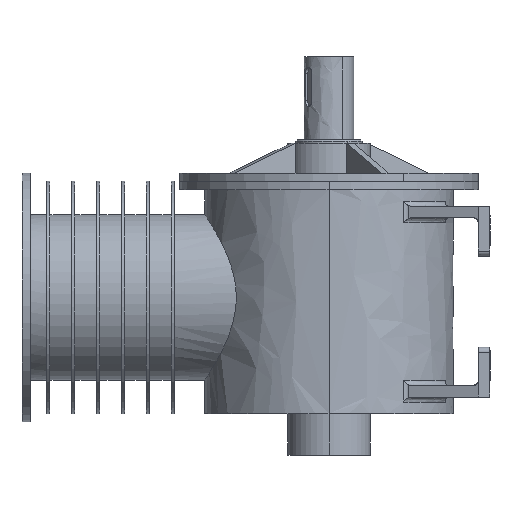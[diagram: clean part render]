
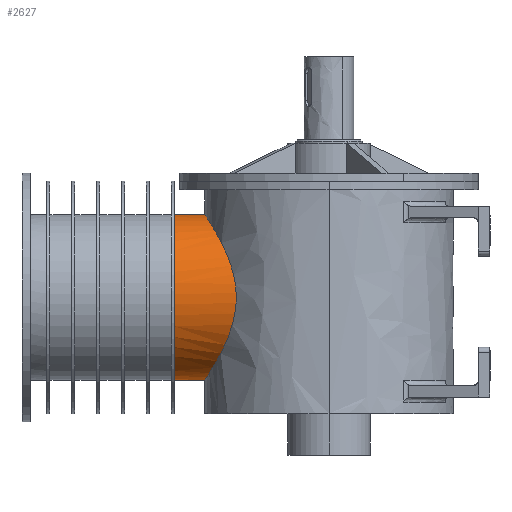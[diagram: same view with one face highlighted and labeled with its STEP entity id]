
A CAD part, left-side view. The second image highlights one B-rep face of the part: STEP entity #2627.
In plain terms, the highlighted free-form (B-spline) face has degree [2, 1] with [5, 2] control points.
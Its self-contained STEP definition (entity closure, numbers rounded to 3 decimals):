
#1702 = VERTEX_POINT('',#1703);
#1703 = CARTESIAN_POINT('',(0.,234.171,
    68.073));
#1704 = VERTEX_POINT('',#1705);
#1705 = CARTESIAN_POINT('',(0.,234.171,
    -68.073));
#1780 = EDGE_CURVE('',#1704,#1702,#1781,.T.);
#1781 = B_SPLINE_CURVE_WITH_KNOTS('',3,(#1782,#1783,#1784,#1785,#1786,
    #1787,#1788,#1789,#1790,#1791,#1792,#1793,#1794,#1795,#1796,#1797,
    #1798,#1799,#1800,#1801,#1802,#1803,#1804,#1805,#1806,#1807,#1808,
    #1809,#1810,#1811,#1812,#1813,#1814,#1815,#1816,#1817,#1818,#1819,
    #1820,#1821,#1822,#1823,#1824,#1825,#1826,#1827,#1828,#1829,#1830,
    #1831,#1832,#1833,#1834,#1835,#1836,#1837,#1838,#1839,#1840,#1841,
    #1842,#1843,#1844,#1845,#1846,#1847,#1848,#1849,#1850,#1851,#1852,
    #1853,#1854,#1855,#1856,#1857),.UNSPECIFIED.,.F.,.F.,(4,2,2,2,2,2,2,
    2,2,2,2,2,2,2,2,2,2,2,2,2,2,2,2,2,2,2,2,2,2,2,2,2,2,2,2,2,2,4),(
    0.162,0.167,0.169,0.172,
    0.182,0.184,0.187,0.192,
    0.197,0.199,0.202,0.212,
    0.217,0.222,0.227,0.23,
    0.232,0.242,0.245,0.247,
    0.252,0.255,0.257,0.262,
    0.268,0.273,0.283,0.288,
    0.29,0.293,0.303,0.308,
    0.31,0.313,0.318,0.32,
    0.322,0.323),.UNSPECIFIED.);
#1782 = CARTESIAN_POINT('',(0.,234.171,
    -68.073));
#1783 = CARTESIAN_POINT('',(-2.292,234.171,
    -68.073));
#1784 = CARTESIAN_POINT('',(-4.586,234.094,
    -67.957));
#1785 = CARTESIAN_POINT('',(-8.031,233.861,
    -67.607));
#1786 = CARTESIAN_POINT('',(-9.183,233.763,
    -67.46));
#1787 = CARTESIAN_POINT('',(-11.468,233.531,
    -67.11));
#1788 = CARTESIAN_POINT('',(-12.599,233.397,
    -66.907));
#1789 = CARTESIAN_POINT('',(-18.2,232.637,
    -65.754));
#1790 = CARTESIAN_POINT('',(-22.508,231.752,
    -64.402));
#1791 = CARTESIAN_POINT('',(-27.693,230.35,
    -62.196));
#1792 = CARTESIAN_POINT('',(-28.718,230.055,
    -61.729));
#1793 = CARTESIAN_POINT('',(-30.727,229.443,
    -60.754));
#1794 = CARTESIAN_POINT('',(-31.713,229.126,
    -60.244));
#1795 = CARTESIAN_POINT('',(-34.622,228.144,
    -58.653));
#1796 = CARTESIAN_POINT('',(-36.492,227.447,
    -57.507));
#1797 = CARTESIAN_POINT('',(-40.104,225.986,
    -55.049));
#1798 = CARTESIAN_POINT('',(-41.846,225.221,
    -53.737));
#1799 = CARTESIAN_POINT('',(-44.364,224.034,
    -51.642));
#1800 = CARTESIAN_POINT('',(-45.185,223.633,
    -50.925));
#1801 = CARTESIAN_POINT('',(-46.783,222.827,
    -49.461));
#1802 = CARTESIAN_POINT('',(-47.562,222.421,
    -48.713));
#1803 = CARTESIAN_POINT('',(-51.355,220.384,
    -44.891));
#1804 = CARTESIAN_POINT('',(-54.075,218.726,
    -41.577));
#1805 = CARTESIAN_POINT('',(-57.702,216.316,
    -36.181));
#1806 = CARTESIAN_POINT('',(-58.838,215.524,
    -34.304));
#1807 = CARTESIAN_POINT('',(-60.916,214.02,
    -30.462));
#1808 = CARTESIAN_POINT('',(-61.863,213.305,
    -28.491));
#1809 = CARTESIAN_POINT('',(-63.572,211.974,
    -24.44));
#1810 = CARTESIAN_POINT('',(-64.335,211.359,
    -22.361));
#1811 = CARTESIAN_POINT('',(-65.333,210.535,
    -19.15));
#1812 = CARTESIAN_POINT('',(-65.642,210.276,
    -18.064));
#1813 = CARTESIAN_POINT('',(-66.209,209.797,
    -15.861));
#1814 = CARTESIAN_POINT('',(-66.466,209.577,
    -14.745));
#1815 = CARTESIAN_POINT('',(-67.608,208.592,
    -9.159));
#1816 = CARTESIAN_POINT('',(-68.076,208.166,
    -4.604));
#1817 = CARTESIAN_POINT('',(-68.072,208.17,1.209
    ));
#1818 = CARTESIAN_POINT('',(-68.041,208.197,
    2.377));
#1819 = CARTESIAN_POINT('',(-67.921,208.305,
    4.689));
#1820 = CARTESIAN_POINT('',(-67.832,208.384,
    5.837));
#1821 = CARTESIAN_POINT('',(-67.479,208.697,9.26
    ));
#1822 = CARTESIAN_POINT('',(-67.131,209.004,
    11.513));
#1823 = CARTESIAN_POINT('',(-66.443,209.597,
    14.851));
#1824 = CARTESIAN_POINT('',(-66.186,209.817,
    15.957));
#1825 = CARTESIAN_POINT('',(-65.617,210.297,
    18.155));
#1826 = CARTESIAN_POINT('',(-65.304,210.559,
    19.249));
#1827 = CARTESIAN_POINT('',(-64.296,211.39,
    22.471));
#1828 = CARTESIAN_POINT('',(-63.529,212.009,
    24.553));
#1829 = CARTESIAN_POINT('',(-61.813,213.343,
    28.6));
#1830 = CARTESIAN_POINT('',(-60.864,214.058,
    30.565));
#1831 = CARTESIAN_POINT('',(-58.789,215.559,
    34.388));
#1832 = CARTESIAN_POINT('',(-57.66,216.345,
    36.248));
#1833 = CARTESIAN_POINT('',(-54.007,218.768,
    41.667));
#1834 = CARTESIAN_POINT('',(-51.275,220.43,
    44.981));
#1835 = CARTESIAN_POINT('',(-46.721,222.871,
    49.555));
#1836 = CARTESIAN_POINT('',(-45.126,223.677,
    51.013));
#1837 = CARTESIAN_POINT('',(-42.61,224.86,
    53.099));
#1838 = CARTESIAN_POINT('',(-41.749,225.251,
    53.779));
#1839 = CARTESIAN_POINT('',(-40.001,226.014,
    55.091));
#1840 = CARTESIAN_POINT('',(-39.112,226.388,
    55.725));
#1841 = CARTESIAN_POINT('',(-34.598,228.209,
    58.787));
#1842 = CARTESIAN_POINT('',(-30.759,229.52,
    60.89));
#1843 = CARTESIAN_POINT('',(-24.62,231.181,
    63.504));
#1844 = CARTESIAN_POINT('',(-22.509,231.684,64.284)
  );
#1845 = CARTESIAN_POINT('',(-19.238,232.348,
    65.308));
#1846 = CARTESIAN_POINT('',(-18.136,232.553,
    65.622));
#1847 = CARTESIAN_POINT('',(-15.926,232.927,
    66.194));
#1848 = CARTESIAN_POINT('',(-14.815,233.097,
    66.451));
#1849 = CARTESIAN_POINT('',(-11.463,233.55,
    67.14));
#1850 = CARTESIAN_POINT('',(-9.205,233.781,
    67.487));
#1851 = CARTESIAN_POINT('',(-5.781,234.013,
    67.837));
#1852 = CARTESIAN_POINT('',(-4.634,234.072,
    67.925));
#1853 = CARTESIAN_POINT('',(-2.903,234.131,
    68.013));
#1854 = CARTESIAN_POINT('',(-2.325,234.146,
    68.036));
#1855 = CARTESIAN_POINT('',(-1.165,234.166,
    68.065));
#1856 = CARTESIAN_POINT('',(-0.581,234.171,
    68.073));
#1857 = CARTESIAN_POINT('',(0.,234.171,
    68.073));
#1910 = EDGE_CURVE('',#1704,#1911,#1913,.T.);
#1911 = VERTEX_POINT('',#1912);
#1912 = CARTESIAN_POINT('',(0.,258.949,
    -68.073));
#1913 = B_SPLINE_CURVE_WITH_KNOTS('',1,(#1914,#1915),.UNSPECIFIED.,.F.,
  .F.,(2,2),(172.001,190.201),.PIECEWISE_BEZIER_KNOTS.);
#1914 = CARTESIAN_POINT('',(0.,234.171,
    -68.073));
#1915 = CARTESIAN_POINT('',(0.,258.949,
    -68.073));
#1918 = VERTEX_POINT('',#1919);
#1919 = CARTESIAN_POINT('',(0.,258.949,68.073));
#1927 = EDGE_CURVE('',#1702,#1918,#1928,.T.);
#1928 = B_SPLINE_CURVE_WITH_KNOTS('',1,(#1929,#1930),.UNSPECIFIED.,.F.,
  .F.,(2,2),(172.001,190.201),.PIECEWISE_BEZIER_KNOTS.);
#1929 = CARTESIAN_POINT('',(0.,234.171,68.073));
#1930 = CARTESIAN_POINT('',(0.,258.949,68.073));
#2627 = ADVANCED_FACE('',(#2628),#2641,.T.);
#2628 = FACE_BOUND('',#2629,.T.);
#2629 = EDGE_LOOP('',(#2630,#2631,#2632,#2633));
#2630 = ORIENTED_EDGE('',*,*,#1910,.F.);
#2631 = ORIENTED_EDGE('',*,*,#1780,.T.);
#2632 = ORIENTED_EDGE('',*,*,#1927,.T.);
#2633 = ORIENTED_EDGE('',*,*,#2634,.F.);
#2634 = EDGE_CURVE('',#1911,#1918,#2635,.T.);
#2635 = ( BOUNDED_CURVE() B_SPLINE_CURVE(2,(#2636,#2637,#2638,#2639,
#2640),.UNSPECIFIED.,.F.,.F.) B_SPLINE_CURVE_WITH_KNOTS((3,2,3),(0.,
1.571,3.142),.PIECEWISE_BEZIER_KNOTS.) CURVE() 
GEOMETRIC_REPRESENTATION_ITEM() RATIONAL_B_SPLINE_CURVE((1.,
0.707,1.,0.707,1.)) REPRESENTATION_ITEM('') );
#2636 = CARTESIAN_POINT('',(0.,258.949,-68.073));
#2637 = CARTESIAN_POINT('',(-68.073,258.949,
    -68.073));
#2638 = CARTESIAN_POINT('',(-68.073,258.949,
    0.));
#2639 = CARTESIAN_POINT('',(-68.073,258.949,
    68.073));
#2640 = CARTESIAN_POINT('',(0.,258.949,
    68.073));
#2641 = ( BOUNDED_SURFACE() B_SPLINE_SURFACE(2,1,(
    (#2642,#2643)
    ,(#2644,#2645)
    ,(#2646,#2647)
    ,(#2648,#2649)
    ,(#2650,#2651
)),.UNSPECIFIED.,.F.,.F.,.F.) B_SPLINE_SURFACE_WITH_KNOTS((3,2,3),(2,2),
  (3.142,4.712,6.283),(152.899,190.201)
,.PIECEWISE_BEZIER_KNOTS.) GEOMETRIC_REPRESENTATION_ITEM() 
RATIONAL_B_SPLINE_SURFACE((
    (1.,1.)
    ,(0.707,0.707)
    ,(1.,1.)
    ,(0.707,0.707)
,(1.,1.))) REPRESENTATION_ITEM('') SURFACE() );
#2642 = CARTESIAN_POINT('',(0.,208.165,
    -68.073));
#2643 = CARTESIAN_POINT('',(0.,258.949,
    -68.073));
#2644 = CARTESIAN_POINT('',(-68.073,208.165,
    -68.073));
#2645 = CARTESIAN_POINT('',(-68.073,258.949,
    -68.073));
#2646 = CARTESIAN_POINT('',(-68.073,208.165,
    0.));
#2647 = CARTESIAN_POINT('',(-68.073,258.949,
    0.));
#2648 = CARTESIAN_POINT('',(-68.073,208.165,
    68.073));
#2649 = CARTESIAN_POINT('',(-68.073,258.949,
    68.073));
#2650 = CARTESIAN_POINT('',(0.,208.165,
    68.073));
#2651 = CARTESIAN_POINT('',(0.,258.949,
    68.073));
